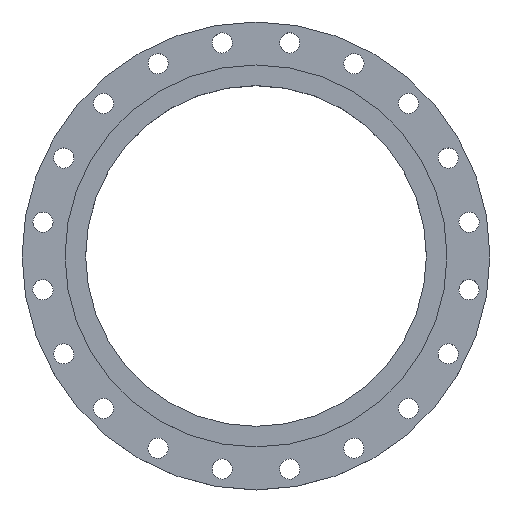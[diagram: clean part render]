
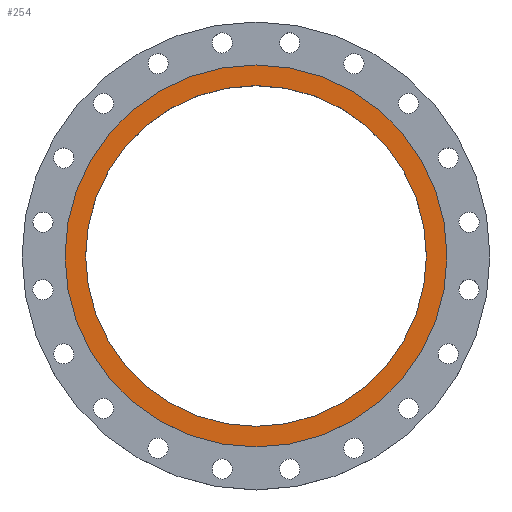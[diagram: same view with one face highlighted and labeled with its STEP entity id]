
A CAD part, top view. The second image highlights one B-rep face of the part: STEP entity #254.
In plain terms, the highlighted planar face has unit normal (0, 0, 1).
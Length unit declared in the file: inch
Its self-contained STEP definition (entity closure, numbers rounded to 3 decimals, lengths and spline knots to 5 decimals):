
#32 = CARTESIAN_POINT ( 'NONE',  ( 0., 0., 0.0625 ) ) ;
#85 = ORIENTED_EDGE ( 'NONE', *, *, #865, .F. ) ;
#104 = AXIS2_PLACEMENT_3D ( 'NONE', #1229, #1065, #1400 ) ;
#186 = ORIENTED_EDGE ( 'NONE', *, *, #1720, .T. ) ;
#215 = CIRCLE ( 'NONE', #272, 11.65 ) ;
#254 = ADVANCED_FACE ( 'NONE', ( #1882, #665 ), #1716, .T. ) ;
#272 = AXIS2_PLACEMENT_3D ( 'NONE', #1503, #1039, #457 ) ;
#444 = AXIS2_PLACEMENT_3D ( 'NONE', #32, #1430, #1594 ) ;
#457 = DIRECTION ( 'NONE',  ( 1., 0., 0. ) ) ;
#473 = VERTEX_POINT ( 'NONE', #1485 ) ;
#524 = CARTESIAN_POINT ( 'NONE',  ( 0., 0., 0.0625 ) ) ;
#527 = CARTESIAN_POINT ( 'NONE',  ( 11.65, 0., 0.0625 ) ) ;
#536 = DIRECTION ( 'NONE',  ( 0., 0., 1. ) ) ;
#591 = EDGE_LOOP ( 'NONE', ( #1073, #85 ) ) ;
#665 = FACE_OUTER_BOUND ( 'NONE', #1744, .T. ) ;
#760 = CARTESIAN_POINT ( 'NONE',  ( -11.65, 0., 0.0625 ) ) ;
#819 = VERTEX_POINT ( 'NONE', #760 ) ;
#865 = EDGE_CURVE ( 'NONE', #1271, #819, #215, .T. ) ;
#944 = CIRCLE ( 'NONE', #104, 13.06 ) ;
#1039 = DIRECTION ( 'NONE',  ( 0., 0., 1. ) ) ;
#1062 = EDGE_CURVE ( 'NONE', #819, #1271, #1571, .T. ) ;
#1065 = DIRECTION ( 'NONE',  ( 0., 0., 1. ) ) ;
#1071 = CARTESIAN_POINT ( 'NONE',  ( 13.06, 0., 0.0625 ) ) ;
#1073 = ORIENTED_EDGE ( 'NONE', *, *, #1062, .F. ) ;
#1193 = DIRECTION ( 'NONE',  ( 0., 0., 1. ) ) ;
#1229 = CARTESIAN_POINT ( 'NONE',  ( 0., 0., 0.0625 ) ) ;
#1271 = VERTEX_POINT ( 'NONE', #527 ) ;
#1276 = AXIS2_PLACEMENT_3D ( 'NONE', #524, #536, #1592 ) ;
#1400 = DIRECTION ( 'NONE',  ( 1., 0., 0. ) ) ;
#1425 = EDGE_CURVE ( 'NONE', #473, #1963, #1588, .T. ) ;
#1430 = DIRECTION ( 'NONE',  ( 0., 0., 1. ) ) ;
#1485 = CARTESIAN_POINT ( 'NONE',  ( -13.06, 0., 0.0625 ) ) ;
#1495 = AXIS2_PLACEMENT_3D ( 'NONE', #1993, #1193, #1800 ) ;
#1503 = CARTESIAN_POINT ( 'NONE',  ( 0., 0., 0.0625 ) ) ;
#1571 = CIRCLE ( 'NONE', #444, 11.65 ) ;
#1588 = CIRCLE ( 'NONE', #1495, 13.06 ) ;
#1592 = DIRECTION ( 'NONE',  ( 1., 0., 0. ) ) ;
#1594 = DIRECTION ( 'NONE',  ( 1., 0., 0. ) ) ;
#1600 = ORIENTED_EDGE ( 'NONE', *, *, #1425, .T. ) ;
#1716 = PLANE ( 'NONE',  #1276 ) ;
#1720 = EDGE_CURVE ( 'NONE', #1963, #473, #944, .T. ) ;
#1744 = EDGE_LOOP ( 'NONE', ( #1600, #186 ) ) ;
#1800 = DIRECTION ( 'NONE',  ( 1., 0., 0. ) ) ;
#1882 = FACE_BOUND ( 'NONE', #591, .T. ) ;
#1963 = VERTEX_POINT ( 'NONE', #1071 ) ;
#1993 = CARTESIAN_POINT ( 'NONE',  ( 0., 0., 0.0625 ) ) ;
